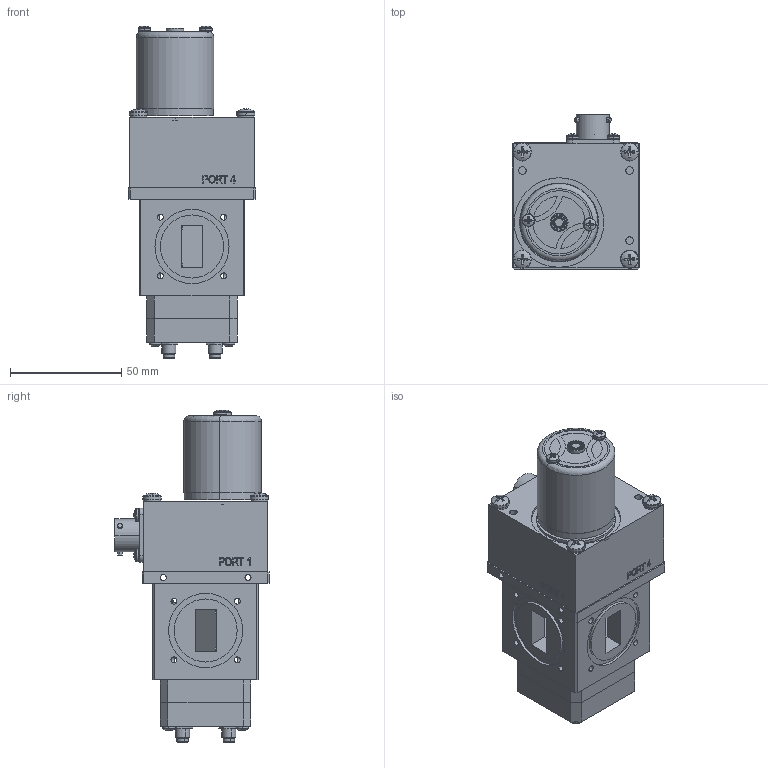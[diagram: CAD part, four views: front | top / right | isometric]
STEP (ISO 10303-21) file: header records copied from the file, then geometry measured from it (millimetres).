
FILE_DESCRIPTION (( 'STEP AP203' ), '1' );
FILE_NAME ('WR75 WG-COAX STD SMI.STEP', '2016-08-25T17:57:22', ( '' ), ( '' ), 'SwSTEP 2.0', 'SolidWorks 2016', '' );
FILE_SCHEMA (( 'CONFIG_CONTROL_DESIGN' ));
Length unit declared in the file: inch
Products named in the file (1): WR75 WG-COAX STD SMI
Bounding box: 57.15 x 69.44 x 149.37 mm (x, y, z)
Surface area: 49080.7 mm2 (no closed solid volume)
Topology: 0 solids, 55 shells, 869 faces, 2941 edges, 2084 vertices
Faces by surface type: plane 448, cylinder 239, bspline 56, cone 48, torus 48, sphere 30
Entity records: 39427 total; most frequent: CARTESIAN_POINT 14693, DIRECTION 5027, ORIENTED_EDGE 4607, EDGE_CURVE 2941, VERTEX_POINT 2084, AXIS2_PLACEMENT_3D 1834, LINE 1359, VECTOR 1359
